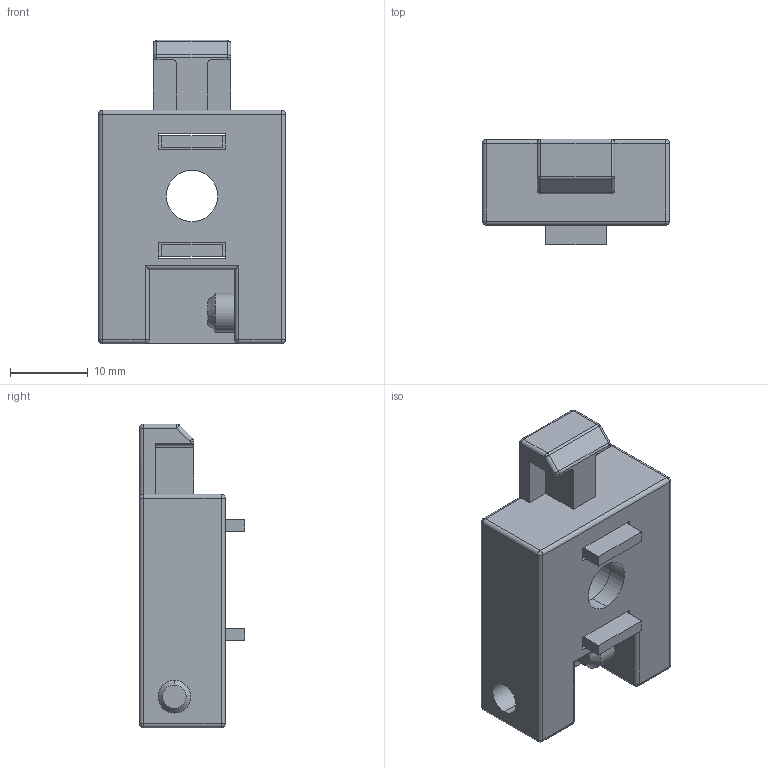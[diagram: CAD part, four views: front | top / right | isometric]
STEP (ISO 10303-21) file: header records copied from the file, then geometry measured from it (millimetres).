
FILE_DESCRIPTION (( 'STEP AP203' ), '1' );
FILE_NAME ('162977.step', '2023-01-11T15:38:59', ( '' ), ( '' ), 'SwSTEP 2.0', 'SolidWorks 2021', '' );
FILE_SCHEMA (( 'CONFIG_CONTROL_DESIGN' ));
Length unit declared in the file: inch
Products named in the file (1): 162977
Bounding box: 24 x 13.5 x 39 mm (x, y, z)
Volume: 5693.5 mm3; surface area: 4860.8 mm2
Topology: 3 solids, 3 shells, 159 faces, 409 edges, 240 vertices
Faces by surface type: plane 73, cylinder 64, bspline 20, cone 2
Entity records: 4984 total; most frequent: CARTESIAN_POINT 1165, ORIENTED_EDGE 786, DIRECTION 771, EDGE_CURVE 393, VECTOR 263, LINE 263, AXIS2_PLACEMENT_3D 254, VERTEX_POINT 240
